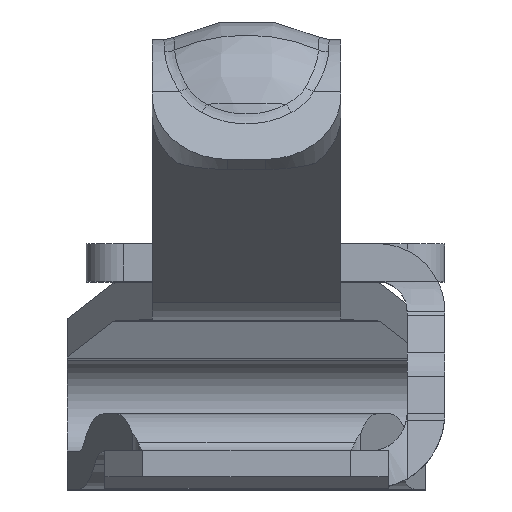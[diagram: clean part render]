
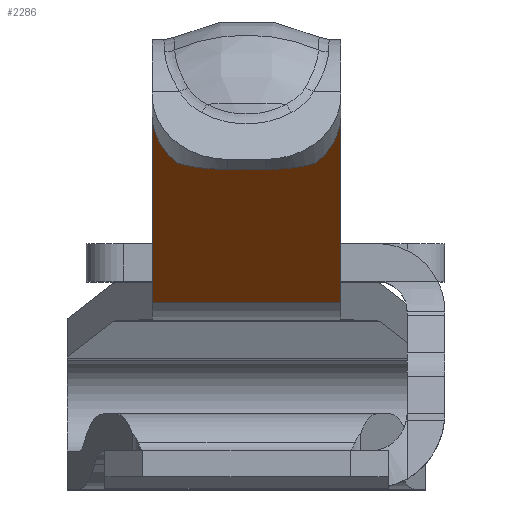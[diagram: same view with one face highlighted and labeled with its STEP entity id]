
A CAD part, top view. The second image highlights one B-rep face of the part: STEP entity #2286.
In plain terms, the highlighted planar face has unit normal (0, -0.849, 0.528).
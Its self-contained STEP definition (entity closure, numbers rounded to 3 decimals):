
#215 = VERTEX_POINT('',#216);
#216 = CARTESIAN_POINT('',(-0.25,1.059,0.564));
#223 = EDGE_CURVE('',#215,#224,#226,.T.);
#224 = VERTEX_POINT('',#225);
#225 = CARTESIAN_POINT('',(-0.25,0.493,-0.346));
#226 = LINE('',#227,#228);
#227 = CARTESIAN_POINT('',(-0.25,1.059,0.564));
#228 = VECTOR('',#229,1.);
#229 = DIRECTION('',(0.,-0.528,-0.849));
#528 = VERTEX_POINT('',#529);
#529 = CARTESIAN_POINT('',(0.25,0.493,-0.346));
#536 = EDGE_CURVE('',#537,#528,#539,.T.);
#537 = VERTEX_POINT('',#538);
#538 = CARTESIAN_POINT('',(0.25,1.059,0.564));
#539 = LINE('',#540,#541);
#540 = CARTESIAN_POINT('',(0.25,1.059,0.564));
#541 = VECTOR('',#542,1.);
#542 = DIRECTION('',(0.,-0.528,-0.849));
#2276 = EDGE_CURVE('',#224,#528,#2277,.T.);
#2277 = LINE('',#2278,#2279);
#2278 = CARTESIAN_POINT('',(-0.25,0.493,-0.346));
#2279 = VECTOR('',#2280,1.);
#2280 = DIRECTION('',(1.,0.,0.));
#2286 = ADVANCED_FACE('',(#2287),#2298,.T.);
#2287 = FACE_BOUND('',#2288,.F.);
#2288 = EDGE_LOOP('',(#2289,#2290,#2296,#2297));
#2289 = ORIENTED_EDGE('',*,*,#223,.F.);
#2290 = ORIENTED_EDGE('',*,*,#2291,.T.);
#2291 = EDGE_CURVE('',#215,#537,#2292,.T.);
#2292 = LINE('',#2293,#2294);
#2293 = CARTESIAN_POINT('',(-0.25,1.059,0.564));
#2294 = VECTOR('',#2295,1.);
#2295 = DIRECTION('',(1.,0.,0.));
#2296 = ORIENTED_EDGE('',*,*,#536,.T.);
#2297 = ORIENTED_EDGE('',*,*,#2276,.F.);
#2298 = PLANE('',#2299);
#2299 = AXIS2_PLACEMENT_3D('',#2300,#2301,#2302);
#2300 = CARTESIAN_POINT('',(-0.25,1.059,0.564));
#2301 = DIRECTION('',(0.,-0.849,0.528));
#2302 = DIRECTION('',(0.,-0.528,-0.849));
